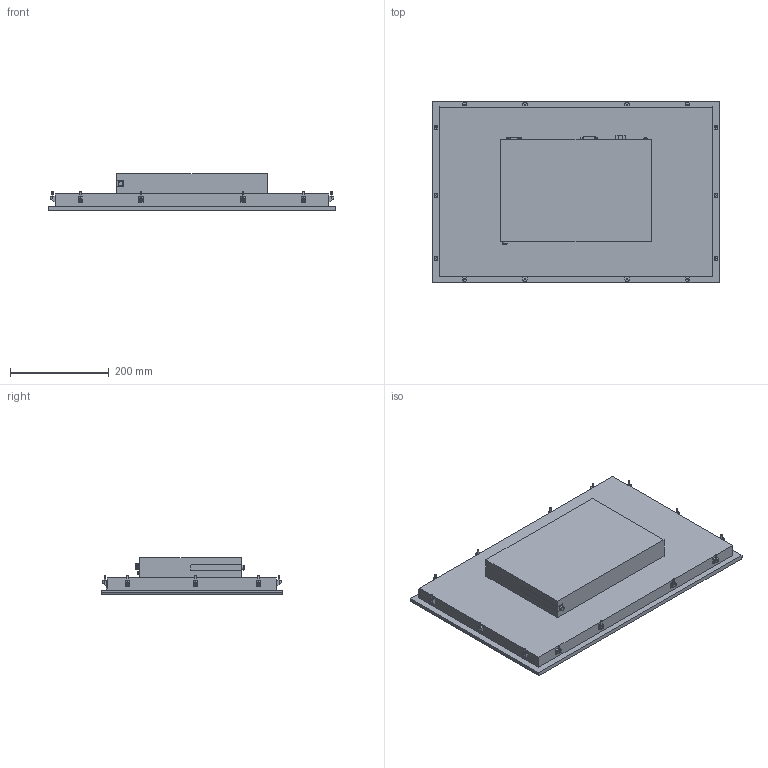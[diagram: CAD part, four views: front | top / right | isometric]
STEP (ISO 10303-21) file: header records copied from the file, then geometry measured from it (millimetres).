
FILE_DESCRIPTION(('CATIA V5 STEP Exchange','CAx-IF Rec.Pracs.--- Model Styling and Organization---1.4--- 2014-01-23'),'2;1');
FILE_NAME ('D1410067_1_2676580000_2676570000.stp','2020-02-26T13:59:37+00:00',('none'),('Weidmueller'),'CATIA Version 5-6 Release 2016 SP3 HF44','CATIA V5 STEP AP214','none');
FILE_SCHEMA(('AUTOMOTIVE_DESIGN { 1 0 10303 214 1 1 1 1 }'));
Length unit declared in the file: millimetre
Products named in the file (1): 2676570000
Bounding box: 581.5 x 367.5 x 73.6 mm (x, y, z)
Volume: 8957109.6 mm3; surface area: 1730895.6 mm2
Topology: 51 solids, 51 shells, 953 faces, 2304 edges, 1524 vertices
Faces by surface type: plane 687, cylinder 248, cone 12, extrusion 4, torus 2
Entity records: 28916 total; most frequent: CARTESIAN_POINT 6534, ORIENTED_EDGE 4608, DIRECTION 3673, EDGE_CURVE 2304, VECTOR 1764, LINE 1760, VERTEX_POINT 1524, AXIS2_PLACEMENT_3D 1126
